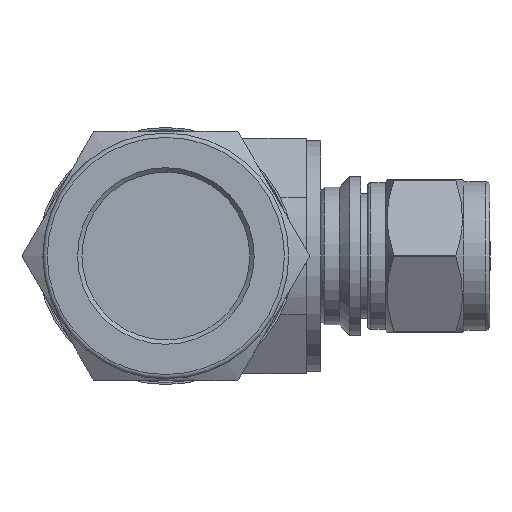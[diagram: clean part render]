
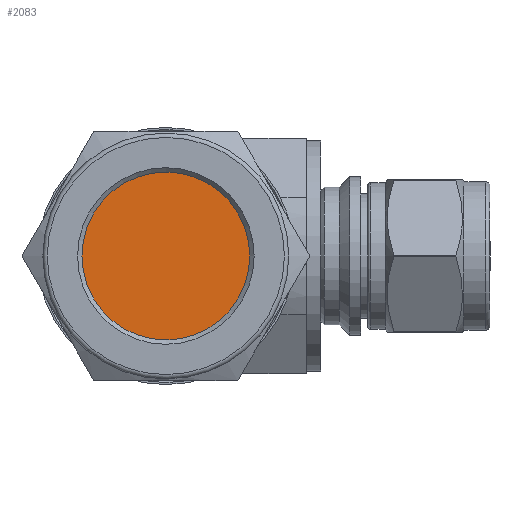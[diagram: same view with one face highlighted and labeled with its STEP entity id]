
A CAD part, left-side view. The second image highlights one B-rep face of the part: STEP entity #2083.
In plain terms, the highlighted planar face has unit normal (-1, 0, 0).
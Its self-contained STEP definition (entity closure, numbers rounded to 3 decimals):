
#213=CIRCLE('',#2340,9.625);
#369=FACE_OUTER_BOUND('',#517,.T.);
#517=EDGE_LOOP('',(#1859));
#976=VERTEX_POINT('',#3613);
#1255=EDGE_CURVE('',#976,#976,#213,.T.);
#1859=ORIENTED_EDGE('',*,*,#1255,.F.);
#1953=PLANE('',#2366);
#2083=ADVANCED_FACE('',(#369),#1953,.F.);
#2340=AXIS2_PLACEMENT_3D('',#3615,#2919,#2920);
#2366=AXIS2_PLACEMENT_3D('',#3698,#3001,#3002);
#2919=DIRECTION('center_axis',(1.,0.,0.));
#2920=DIRECTION('ref_axis',(0.,0.,1.));
#3001=DIRECTION('center_axis',(1.,0.,0.));
#3002=DIRECTION('ref_axis',(0.,0.,-1.));
#3613=CARTESIAN_POINT('',(-15.5,-9.625,0.));
#3615=CARTESIAN_POINT('Origin',(-15.5,0.,
0.));
#3698=CARTESIAN_POINT('Origin',(-15.5,0.,
0.));
